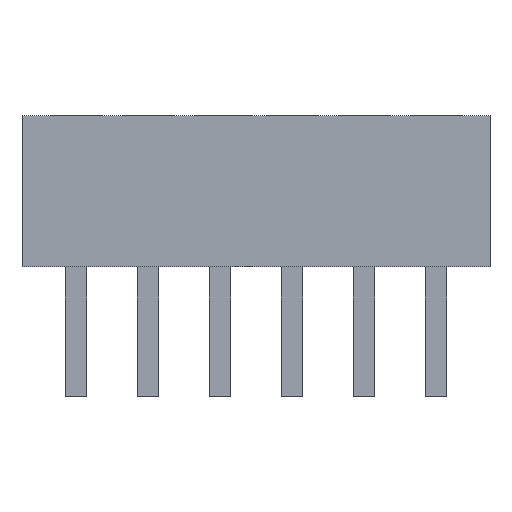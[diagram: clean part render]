
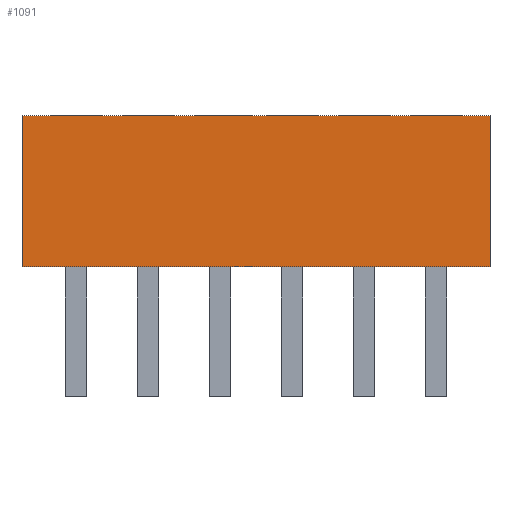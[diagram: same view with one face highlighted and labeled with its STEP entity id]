
A CAD part, top view. The second image highlights one B-rep face of the part: STEP entity #1091.
In plain terms, the highlighted planar face has unit normal (0, 0, 1).
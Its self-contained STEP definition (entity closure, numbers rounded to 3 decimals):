
#47 = LINE ( 'NONE', #1218, #307 ) ;
#68 = VERTEX_POINT ( 'NONE', #1749 ) ;
#95 = VECTOR ( 'NONE', #109, 1000. ) ;
#99 = LINE ( 'NONE', #1578, #95 ) ;
#109 = DIRECTION ( 'NONE',  ( 0., -1., 0. ) ) ;
#121 = EDGE_CURVE ( 'NONE', #1605, #935, #47, .T. ) ;
#128 = CARTESIAN_POINT ( 'NONE',  ( 3.25, 2.1, 0.75 ) ) ;
#135 = LINE ( 'NONE', #1021, #1026 ) ;
#143 = CARTESIAN_POINT ( 'NONE',  ( -3.25, 0., 0.75 ) ) ;
#144 = DIRECTION ( 'NONE',  ( 1., 0., 0. ) ) ;
#217 = EDGE_CURVE ( 'NONE', #642, #1605, #99, .T. ) ;
#307 = VECTOR ( 'NONE', #658, 1000. ) ;
#335 = CARTESIAN_POINT ( 'NONE',  ( 3.25, 0., 0.75 ) ) ;
#360 = DIRECTION ( 'NONE',  ( -1., 0., 0. ) ) ;
#377 = VECTOR ( 'NONE', #557, 1000. ) ;
#528 = AXIS2_PLACEMENT_3D ( 'NONE', #1861, #537, #360 ) ;
#537 = DIRECTION ( 'NONE',  ( 0., 0., -1. ) ) ;
#557 = DIRECTION ( 'NONE',  ( 0., -1., 0. ) ) ;
#642 = VERTEX_POINT ( 'NONE', #1280 ) ;
#658 = DIRECTION ( 'NONE',  ( 1., 0., 0. ) ) ;
#747 = ORIENTED_EDGE ( 'NONE', *, *, #1388, .F. ) ;
#935 = VERTEX_POINT ( 'NONE', #335 ) ;
#1021 = CARTESIAN_POINT ( 'NONE',  ( 3.25, 2.1, 0.75 ) ) ;
#1025 = ORIENTED_EDGE ( 'NONE', *, *, #121, .T. ) ;
#1026 = VECTOR ( 'NONE', #144, 1000. ) ;
#1073 = ORIENTED_EDGE ( 'NONE', *, *, #1327, .F. ) ;
#1091 = ADVANCED_FACE ( 'NONE', ( #1870 ), #1096, .F. ) ;
#1096 = PLANE ( 'NONE',  #528 ) ;
#1112 = EDGE_LOOP ( 'NONE', ( #1025, #1073, #747, #1119 ) ) ;
#1119 = ORIENTED_EDGE ( 'NONE', *, *, #217, .T. ) ;
#1163 = LINE ( 'NONE', #128, #377 ) ;
#1218 = CARTESIAN_POINT ( 'NONE',  ( 3.25, 0., 0.75 ) ) ;
#1280 = CARTESIAN_POINT ( 'NONE',  ( -3.25, 2.1, 0.75 ) ) ;
#1327 = EDGE_CURVE ( 'NONE', #68, #935, #1163, .T. ) ;
#1388 = EDGE_CURVE ( 'NONE', #642, #68, #135, .T. ) ;
#1578 = CARTESIAN_POINT ( 'NONE',  ( -3.25, 2.1, 0.75 ) ) ;
#1605 = VERTEX_POINT ( 'NONE', #143 ) ;
#1749 = CARTESIAN_POINT ( 'NONE',  ( 3.25, 2.1, 0.75 ) ) ;
#1861 = CARTESIAN_POINT ( 'NONE',  ( 3.25, 2.1, 0.75 ) ) ;
#1870 = FACE_OUTER_BOUND ( 'NONE', #1112, .T. ) ;
